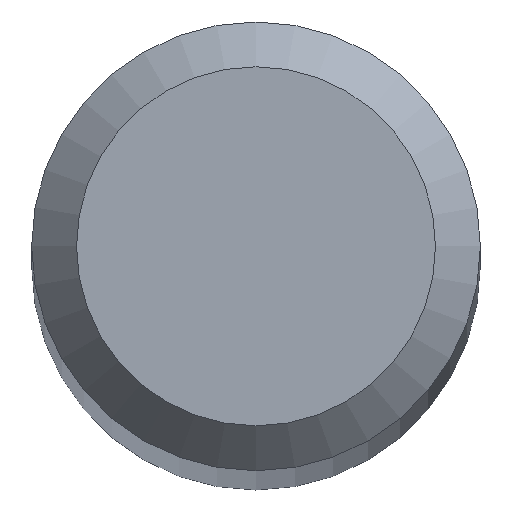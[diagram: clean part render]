
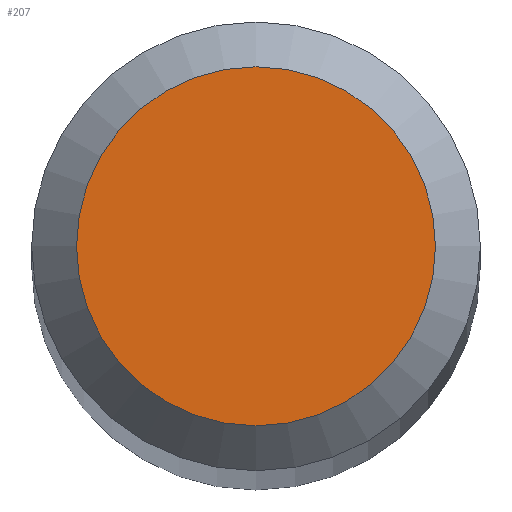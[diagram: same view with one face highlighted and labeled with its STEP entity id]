
A CAD part, top view. The second image highlights one B-rep face of the part: STEP entity #207.
In plain terms, the highlighted planar face has unit normal (0, 0, 1).
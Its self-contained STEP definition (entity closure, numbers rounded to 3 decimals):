
#7 = CARTESIAN_POINT ( 'NONE',  ( 0., 0.4, 30. ) ) ;
#39 = DIRECTION ( 'NONE',  ( 0., 1., 0. ) ) ;
#47 = EDGE_LOOP ( 'NONE', ( #223 ) ) ;
#60 = DIRECTION ( 'NONE',  ( 0., 1., 0. ) ) ;
#68 = PLANE ( 'NONE',  #152 ) ;
#70 = CARTESIAN_POINT ( 'NONE',  ( 0., 0., 30. ) ) ;
#111 = DIRECTION ( 'NONE',  ( 0., 0., -1. ) ) ;
#118 = AXIS2_PLACEMENT_3D ( 'NONE', #144, #111, #60 ) ;
#124 = EDGE_CURVE ( 'NONE', #177, #177, #131, .T. ) ;
#131 = CIRCLE ( 'NONE', #118, 0.4 ) ;
#133 = DIRECTION ( 'NONE',  ( 0., 0., -1. ) ) ;
#144 = CARTESIAN_POINT ( 'NONE',  ( 0., 0., 30. ) ) ;
#152 = AXIS2_PLACEMENT_3D ( 'NONE', #70, #133, #39 ) ;
#154 = FACE_OUTER_BOUND ( 'NONE', #47, .T. ) ;
#177 = VERTEX_POINT ( 'NONE', #7 ) ;
#207 = ADVANCED_FACE ( 'NONE', ( #154 ), #68, .F. ) ;
#223 = ORIENTED_EDGE ( 'NONE', *, *, #124, .F. ) ;
